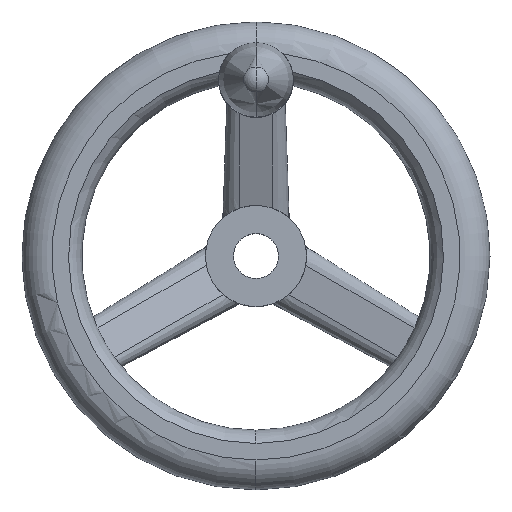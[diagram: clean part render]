
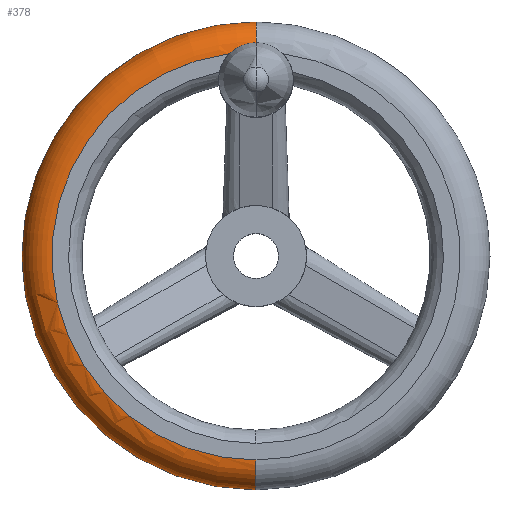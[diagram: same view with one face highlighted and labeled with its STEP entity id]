
A CAD part, top view. The second image highlights one B-rep face of the part: STEP entity #378.
In plain terms, the highlighted toroidal (fillet/blend) face has major radius 54.5 mm and minor radius 8 mm.
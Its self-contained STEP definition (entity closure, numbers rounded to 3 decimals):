
#378=ADVANCED_FACE('',(#900),#901,.T.);
#396=VERTEX_POINT('',#921);
#448=VERTEX_POINT('',#980);
#474=EDGE_CURVE('',#396,#548,#1008,.T.);
#510=VERTEX_POINT('',#1048);
#548=VERTEX_POINT('',#1087);
#640=EDGE_CURVE('',#448,#510,#1186,.T.);
#724=EDGE_CURVE('',#448,#742,#1284,.T.);
#736=EDGE_CURVE('',#548,#742,#1298,.T.);
#742=VERTEX_POINT('',#1304);
#748=EDGE_CURVE('',#396,#510,#1311,.T.);
#900=FACE_OUTER_BOUND('',#1585,.T.);
#901=TOROIDAL_SURFACE('',#1586,54.5,8.);
#921=CARTESIAN_POINT('',(0.,-54.5,36.0));
#980=CARTESIAN_POINT('',(0.,62.5,28.0));
#1008=CIRCLE('',#1791,54.5);
#1048=CARTESIAN_POINT('',(0.,-62.5,28.0));
#1087=CARTESIAN_POINT('',(-7.107,54.035,36.));
#1186=CIRCLE('',#2140,62.5);
#1284=CIRCLE('',#2293,8.);
#1298=CIRCLE('',#2309,54.5);
#1304=CARTESIAN_POINT('',(0.,54.5,36.0));
#1311=CIRCLE('',#2324,8.);
#1585=EDGE_LOOP('',(#2516,#2517,#2518,#2519,#2520));
#1586=AXIS2_PLACEMENT_3D('',#2521,#2522,#2523);
#1791=AXIS2_PLACEMENT_3D('',#2638,#2639,#2640);
#2140=AXIS2_PLACEMENT_3D('',#2821,#2822,#2823);
#2293=AXIS2_PLACEMENT_3D('',#2989,#2990,#2991);
#2309=AXIS2_PLACEMENT_3D('',#3013,#3014,#3015);
#2324=AXIS2_PLACEMENT_3D('',#3027,#3028,#3029);
#2516=ORIENTED_EDGE('',*,*,#640,.T.);
#2517=ORIENTED_EDGE('',*,*,#748,.F.);
#2518=ORIENTED_EDGE('',*,*,#474,.T.);
#2519=ORIENTED_EDGE('',*,*,#736,.T.);
#2520=ORIENTED_EDGE('',*,*,#724,.F.);
#2521=CARTESIAN_POINT('',(0.,0.,28.0));
#2522=DIRECTION('',(0.,0.,1.0));
#2523=DIRECTION('',(0.,1.0,0.0));
#2638=CARTESIAN_POINT('',(0.,0.,36.0));
#2639=DIRECTION('',(0.,0.,-1.0));
#2640=DIRECTION('',(0.,1.0,0.));
#2821=CARTESIAN_POINT('',(0.,0.,28.0));
#2822=DIRECTION('',(0.,0.,1.0));
#2823=DIRECTION('',(1.0,0.0,0.));
#2989=CARTESIAN_POINT('',(0.,54.5,28.0));
#2990=DIRECTION('',(1.0,0.,0.));
#2991=DIRECTION('',(0.,1.0,0.));
#3013=CARTESIAN_POINT('',(0.,0.,36.0));
#3014=DIRECTION('',(0.,0.,-1.0));
#3015=DIRECTION('',(0.,1.0,0.));
#3027=CARTESIAN_POINT('',(0.,-54.5,28.0));
#3028=DIRECTION('',(1.0,0.,0.));
#3029=DIRECTION('',(0.,-1.0,0.));
